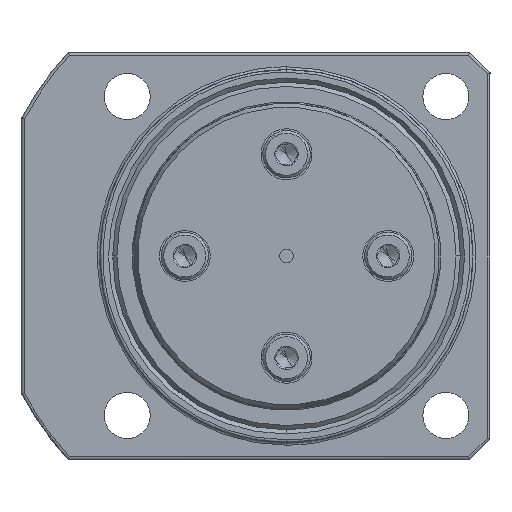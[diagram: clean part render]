
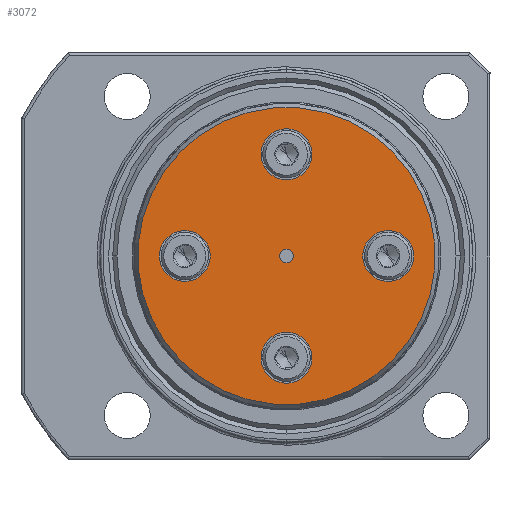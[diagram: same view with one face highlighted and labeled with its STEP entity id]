
A CAD part, front view. The second image highlights one B-rep face of the part: STEP entity #3072.
In plain terms, the highlighted planar face has unit normal (0, -1, 0).
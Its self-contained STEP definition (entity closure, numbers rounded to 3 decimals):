
#231 = CIRCLE ( 'NONE', #14496, 1. ) ;
#232 = CIRCLE ( 'NONE', #14495, 3.75 ) ;
#233 = CIRCLE ( 'NONE', #14494, 3.75 ) ;
#234 = CIRCLE ( 'NONE', #14493, 3.75 ) ;
#235 = CIRCLE ( 'NONE', #14491, 21.923 ) ;
#237 = CIRCLE ( 'NONE', #14492, 3.75 ) ;
#719 = FACE_BOUND ( 'NONE', #1160, .T. ) ;
#720 = FACE_OUTER_BOUND ( 'NONE', #1322, .T. ) ;
#721 = FACE_BOUND ( 'NONE', #1070, .T. ) ;
#723 = FACE_BOUND ( 'NONE', #1311, .T. ) ;
#725 = FACE_BOUND ( 'NONE', #1554, .T. ) ;
#727 = FACE_BOUND ( 'NONE', #1043, .T. ) ;
#1043 = EDGE_LOOP ( 'NONE', ( #11093, #11094 ) ) ;
#1070 = EDGE_LOOP ( 'NONE', ( #11097, #11098 ) ) ;
#1160 = EDGE_LOOP ( 'NONE', ( #11101, #11102 ) ) ;
#1311 = EDGE_LOOP ( 'NONE', ( #11091, #11092 ) ) ;
#1322 = EDGE_LOOP ( 'NONE', ( #11089, #11090 ) ) ;
#1554 = EDGE_LOOP ( 'NONE', ( #11099, #11100 ) ) ;
#2552 = EDGE_CURVE ( 'NONE', #12251, #12215, #235, .T. ) ;
#2553 = EDGE_CURVE ( 'NONE', #12264, #12249, #237, .T. ) ;
#2554 = EDGE_CURVE ( 'NONE', #12309, #12250, #234, .T. ) ;
#2555 = EDGE_CURVE ( 'NONE', #12296, #12291, #233, .T. ) ;
#2556 = EDGE_CURVE ( 'NONE', #11420, #12294, #232, .T. ) ;
#2557 = EDGE_CURVE ( 'NONE', #12244, #12243, #231, .T. ) ;
#3072 = ADVANCED_FACE ( 'NONE', ( #720, #723, #727, #721, #725, #719 ), #3463, .T. ) ;
#3462 = DIRECTION ( 'NONE',  ( 0., -1., 0. ) ) ;
#3463 = PLANE ( 'NONE',  #15283 ) ;
#3479 = CARTESIAN_POINT ( 'NONE',  ( -21.923, 0., 0. ) ) ;
#3481 = DIRECTION ( 'NONE',  ( 0., 0., -1. ) ) ;
#4805 = CARTESIAN_POINT ( 'NONE',  ( 10.607, 0., -6.857 ) ) ;
#6323 = CARTESIAN_POINT ( 'NONE',  ( 0., 0., -21.923 ) ) ;
#6351 = CARTESIAN_POINT ( 'NONE',  ( 0., 0., -1. ) ) ;
#6352 = CARTESIAN_POINT ( 'NONE',  ( 0., 0., 1. ) ) ;
#6357 = CARTESIAN_POINT ( 'NONE',  ( -10.607, 0., -14.357 ) ) ;
#6358 = CARTESIAN_POINT ( 'NONE',  ( -10.607, 0., 6.857 ) ) ;
#6359 = CARTESIAN_POINT ( 'NONE',  ( 0., 0., 21.923 ) ) ;
#6372 = CARTESIAN_POINT ( 'NONE',  ( -10.607, 0., -6.857 ) ) ;
#6399 = CARTESIAN_POINT ( 'NONE',  ( 10.607, 0., 6.857 ) ) ;
#6402 = CARTESIAN_POINT ( 'NONE',  ( 10.607, 0., -14.357 ) ) ;
#6404 = CARTESIAN_POINT ( 'NONE',  ( 10.607, 0., 14.357 ) ) ;
#6417 = CARTESIAN_POINT ( 'NONE',  ( -10.607, 0., 14.357 ) ) ;
#7056 = CARTESIAN_POINT ( 'NONE',  ( 0., 0., 0. ) ) ;
#7057 = DIRECTION ( 'NONE',  ( 0., 1., 0. ) ) ;
#7058 = DIRECTION ( 'NONE',  ( 0., 0., -1. ) ) ;
#7066 = CARTESIAN_POINT ( 'NONE',  ( 10.607, 0., -10.607 ) ) ;
#7067 = DIRECTION ( 'NONE',  ( 0., 1., 0. ) ) ;
#7068 = DIRECTION ( 'NONE',  ( 0., 0., -1. ) ) ;
#7076 = CARTESIAN_POINT ( 'NONE',  ( 10.607, 0., 10.607 ) ) ;
#7077 = DIRECTION ( 'NONE',  ( 0., 1., 0. ) ) ;
#7078 = DIRECTION ( 'NONE',  ( 0., 0., -1. ) ) ;
#7086 = CARTESIAN_POINT ( 'NONE',  ( -10.607, 0., 10.607 ) ) ;
#7087 = DIRECTION ( 'NONE',  ( 0., 1., 0. ) ) ;
#7088 = DIRECTION ( 'NONE',  ( 0., 0., -1. ) ) ;
#7096 = CARTESIAN_POINT ( 'NONE',  ( -10.607, 0., -10.607 ) ) ;
#7097 = DIRECTION ( 'NONE',  ( 0., 1., 0. ) ) ;
#7098 = DIRECTION ( 'NONE',  ( 0., 0., -1. ) ) ;
#7109 = CARTESIAN_POINT ( 'NONE',  ( 0., 0., 0. ) ) ;
#7110 = DIRECTION ( 'NONE',  ( 0., -1., 0. ) ) ;
#7111 = DIRECTION ( 'NONE',  ( 0., 0., 1. ) ) ;
#8434 = CIRCLE ( 'NONE', #11882, 21.923 ) ;
#8448 = CIRCLE ( 'NONE', #11879, 3.75 ) ;
#8454 = CIRCLE ( 'NONE', #11877, 3.75 ) ;
#8460 = CIRCLE ( 'NONE', #11875, 3.75 ) ;
#8466 = CIRCLE ( 'NONE', #11873, 3.75 ) ;
#8472 = CIRCLE ( 'NONE', #11871, 1. ) ;
#9184 = DIRECTION ( 'NONE',  ( 0., 0., 1. ) ) ;
#9185 = CARTESIAN_POINT ( 'NONE',  ( -10.607, 0., -10.607 ) ) ;
#9186 = DIRECTION ( 'NONE',  ( 0., 1., 0. ) ) ;
#9187 = DIRECTION ( 'NONE',  ( 0., 0., -1. ) ) ;
#9188 = CARTESIAN_POINT ( 'NONE',  ( -10.607, 0., 10.607 ) ) ;
#9189 = DIRECTION ( 'NONE',  ( 0., 1., 0. ) ) ;
#9190 = DIRECTION ( 'NONE',  ( 0., 0., -1. ) ) ;
#9191 = CARTESIAN_POINT ( 'NONE',  ( 10.607, 0., 10.607 ) ) ;
#9192 = DIRECTION ( 'NONE',  ( 0., 1., 0. ) ) ;
#9193 = DIRECTION ( 'NONE',  ( 0., 0., -1. ) ) ;
#9194 = CARTESIAN_POINT ( 'NONE',  ( 10.607, 0., -10.607 ) ) ;
#9195 = DIRECTION ( 'NONE',  ( 0., 1., 0. ) ) ;
#9196 = DIRECTION ( 'NONE',  ( 0., 0., -1. ) ) ;
#9197 = CARTESIAN_POINT ( 'NONE',  ( 0., 0., 0. ) ) ;
#9198 = DIRECTION ( 'NONE',  ( 0., 1., 0. ) ) ;
#9382 = CARTESIAN_POINT ( 'NONE',  ( 0., 0., 0. ) ) ;
#9384 = DIRECTION ( 'NONE',  ( 0., -1., 0. ) ) ;
#9386 = DIRECTION ( 'NONE',  ( 0., 0., -1. ) ) ;
#11089 = ORIENTED_EDGE ( 'NONE', *, *, #2552, .T. ) ;
#11090 = ORIENTED_EDGE ( 'NONE', *, *, #14268, .T. ) ;
#11091 = ORIENTED_EDGE ( 'NONE', *, *, #14262, .T. ) ;
#11092 = ORIENTED_EDGE ( 'NONE', *, *, #2553, .T. ) ;
#11093 = ORIENTED_EDGE ( 'NONE', *, *, #14258, .T. ) ;
#11094 = ORIENTED_EDGE ( 'NONE', *, *, #2554, .T. ) ;
#11097 = ORIENTED_EDGE ( 'NONE', *, *, #14254, .T. ) ;
#11098 = ORIENTED_EDGE ( 'NONE', *, *, #2555, .T. ) ;
#11099 = ORIENTED_EDGE ( 'NONE', *, *, #14250, .T. ) ;
#11100 = ORIENTED_EDGE ( 'NONE', *, *, #2556, .T. ) ;
#11101 = ORIENTED_EDGE ( 'NONE', *, *, #14246, .T. ) ;
#11102 = ORIENTED_EDGE ( 'NONE', *, *, #2557, .T. ) ;
#11420 = VERTEX_POINT ( 'NONE', #4805 ) ;
#11871 = AXIS2_PLACEMENT_3D ( 'NONE', #7056, #7057, #7058 ) ;
#11873 = AXIS2_PLACEMENT_3D ( 'NONE', #7066, #7067, #7068 ) ;
#11875 = AXIS2_PLACEMENT_3D ( 'NONE', #7076, #7077, #7078 ) ;
#11877 = AXIS2_PLACEMENT_3D ( 'NONE', #7086, #7087, #7088 ) ;
#11879 = AXIS2_PLACEMENT_3D ( 'NONE', #7096, #7097, #7098 ) ;
#11882 = AXIS2_PLACEMENT_3D ( 'NONE', #7109, #7110, #7111 ) ;
#12215 = VERTEX_POINT ( 'NONE', #6323 ) ;
#12243 = VERTEX_POINT ( 'NONE', #6351 ) ;
#12244 = VERTEX_POINT ( 'NONE', #6352 ) ;
#12249 = VERTEX_POINT ( 'NONE', #6357 ) ;
#12250 = VERTEX_POINT ( 'NONE', #6358 ) ;
#12251 = VERTEX_POINT ( 'NONE', #6359 ) ;
#12264 = VERTEX_POINT ( 'NONE', #6372 ) ;
#12291 = VERTEX_POINT ( 'NONE', #6399 ) ;
#12294 = VERTEX_POINT ( 'NONE', #6402 ) ;
#12296 = VERTEX_POINT ( 'NONE', #6404 ) ;
#12309 = VERTEX_POINT ( 'NONE', #6417 ) ;
#14246 = EDGE_CURVE ( 'NONE', #12243, #12244, #8472, .T. ) ;
#14250 = EDGE_CURVE ( 'NONE', #12294, #11420, #8466, .T. ) ;
#14254 = EDGE_CURVE ( 'NONE', #12291, #12296, #8460, .T. ) ;
#14258 = EDGE_CURVE ( 'NONE', #12250, #12309, #8454, .T. ) ;
#14262 = EDGE_CURVE ( 'NONE', #12249, #12264, #8448, .T. ) ;
#14268 = EDGE_CURVE ( 'NONE', #12215, #12251, #8434, .T. ) ;
#14491 = AXIS2_PLACEMENT_3D ( 'NONE', #9382, #9384, #9184 ) ;
#14492 = AXIS2_PLACEMENT_3D ( 'NONE', #9185, #9186, #9187 ) ;
#14493 = AXIS2_PLACEMENT_3D ( 'NONE', #9188, #9189, #9190 ) ;
#14494 = AXIS2_PLACEMENT_3D ( 'NONE', #9191, #9192, #9193 ) ;
#14495 = AXIS2_PLACEMENT_3D ( 'NONE', #9194, #9195, #9196 ) ;
#14496 = AXIS2_PLACEMENT_3D ( 'NONE', #9197, #9198, #9386 ) ;
#15283 = AXIS2_PLACEMENT_3D ( 'NONE', #3479, #3462, #3481 ) ;
